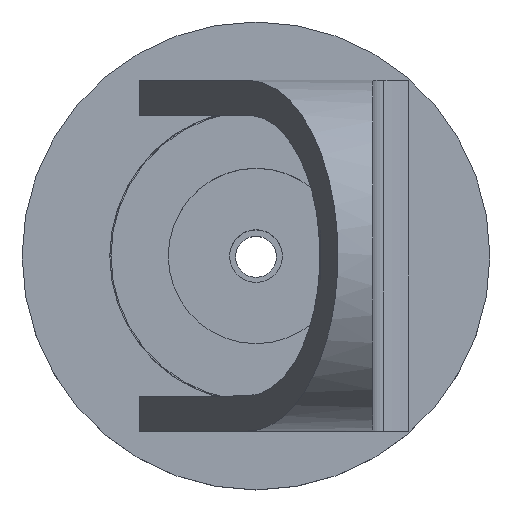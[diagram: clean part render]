
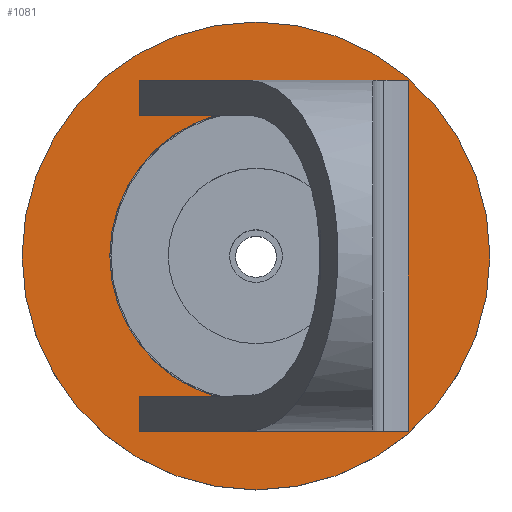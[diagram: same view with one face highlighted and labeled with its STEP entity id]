
A CAD part, top view. The second image highlights one B-rep face of the part: STEP entity #1081.
In plain terms, the highlighted planar face has unit normal (0, 0, 1).
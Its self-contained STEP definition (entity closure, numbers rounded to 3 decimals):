
#52=FACE_BOUND('',#268,.T.);
#141=CIRCLE('',#1241,20.);
#142=CIRCLE('',#1242,12.5);
#143=CIRCLE('',#1243,12.5);
#194=FACE_OUTER_BOUND('',#267,.T.);
#267=EDGE_LOOP('',(#936));
#268=EDGE_LOOP('',(#937,#938,#939,#940,#941,#942,#943,#944,#945));
#342=LINE('',#1853,#425);
#343=LINE('',#1857,#426);
#349=LINE('',#1882,#432);
#350=LINE('',#1884,#433);
#351=LINE('',#1886,#434);
#352=LINE('',#1892,#435);
#353=LINE('',#1893,#436);
#425=VECTOR('',#1519,10.);
#426=VECTOR('',#1524,10.);
#432=VECTOR('',#1554,10.);
#433=VECTOR('',#1555,10.);
#434=VECTOR('',#1556,10.);
#435=VECTOR('',#1561,10.);
#436=VECTOR('',#1562,10.);
#522=VERTEX_POINT('',#1850);
#523=VERTEX_POINT('',#1852);
#524=VERTEX_POINT('',#1856);
#530=VERTEX_POINT('',#1879);
#531=VERTEX_POINT('',#1881);
#532=VERTEX_POINT('',#1883);
#533=VERTEX_POINT('',#1885);
#534=VERTEX_POINT('',#1887);
#535=VERTEX_POINT('',#1889);
#536=VERTEX_POINT('',#1891);
#657=EDGE_CURVE('',#523,#522,#342,.T.);
#659=EDGE_CURVE('',#524,#523,#343,.T.);
#670=EDGE_CURVE('',#530,#530,#141,.T.);
#671=EDGE_CURVE('',#522,#531,#349,.T.);
#672=EDGE_CURVE('',#531,#532,#350,.T.);
#673=EDGE_CURVE('',#532,#533,#351,.T.);
#674=EDGE_CURVE('',#533,#534,#142,.T.);
#675=EDGE_CURVE('',#534,#535,#143,.T.);
#676=EDGE_CURVE('',#535,#536,#352,.T.);
#677=EDGE_CURVE('',#536,#524,#353,.T.);
#936=ORIENTED_EDGE('',*,*,#670,.T.);
#937=ORIENTED_EDGE('',*,*,#671,.T.);
#938=ORIENTED_EDGE('',*,*,#672,.T.);
#939=ORIENTED_EDGE('',*,*,#673,.T.);
#940=ORIENTED_EDGE('',*,*,#674,.T.);
#941=ORIENTED_EDGE('',*,*,#675,.T.);
#942=ORIENTED_EDGE('',*,*,#676,.T.);
#943=ORIENTED_EDGE('',*,*,#677,.T.);
#944=ORIENTED_EDGE('',*,*,#659,.T.);
#945=ORIENTED_EDGE('',*,*,#657,.T.);
#1027=PLANE('',#1240);
#1081=ADVANCED_FACE('',(#194,#52),#1027,.T.);
#1240=AXIS2_PLACEMENT_3D('',#1878,#1550,#1551);
#1241=AXIS2_PLACEMENT_3D('',#1880,#1552,#1553);
#1242=AXIS2_PLACEMENT_3D('',#1888,#1557,#1558);
#1243=AXIS2_PLACEMENT_3D('',#1890,#1559,#1560);
#1519=DIRECTION('',(0.,-1.,0.));
#1524=DIRECTION('',(1.,0.,0.));
#1550=DIRECTION('center_axis',(0.,0.,1.));
#1551=DIRECTION('ref_axis',(1.,0.,0.));
#1552=DIRECTION('center_axis',(0.,0.,1.));
#1553=DIRECTION('ref_axis',(1.,0.,0.));
#1554=DIRECTION('',(-1.,0.,0.));
#1555=DIRECTION('',(0.,1.,0.));
#1556=DIRECTION('',(1.,0.,0.));
#1557=DIRECTION('center_axis',(0.,0.,-1.));
#1558=DIRECTION('ref_axis',(1.,0.,0.));
#1559=DIRECTION('center_axis',(0.,0.,-1.));
#1560=DIRECTION('ref_axis',(1.,0.,0.));
#1561=DIRECTION('',(-1.,0.,0.));
#1562=DIRECTION('',(0.,1.,0.));
#1850=CARTESIAN_POINT('',(13.,-15.,5.));
#1852=CARTESIAN_POINT('',(13.,15.,5.));
#1853=CARTESIAN_POINT('',(13.,0.,5.));
#1856=CARTESIAN_POINT('',(-10.,15.,5.));
#1857=CARTESIAN_POINT('',(5.,15.,5.));
#1878=CARTESIAN_POINT('Origin',(0.,0.,5.));
#1879=CARTESIAN_POINT('',(-20.,0.,5.));
#1880=CARTESIAN_POINT('Origin',(0.,0.,5.));
#1881=CARTESIAN_POINT('',(-10.,-15.,5.));
#1882=CARTESIAN_POINT('',(5.,-15.,5.));
#1883=CARTESIAN_POINT('',(-10.,-12.,5.));
#1884=CARTESIAN_POINT('',(-10.,0.,5.));
#1885=CARTESIAN_POINT('',(-3.5,-12.,5.));
#1886=CARTESIAN_POINT('',(5.,-12.,5.));
#1887=CARTESIAN_POINT('',(-12.5,0.,5.));
#1888=CARTESIAN_POINT('Origin',(0.,0.,5.));
#1889=CARTESIAN_POINT('',(-3.5,12.,5.));
#1890=CARTESIAN_POINT('Origin',(0.,0.,5.));
#1891=CARTESIAN_POINT('',(-10.,12.,5.));
#1892=CARTESIAN_POINT('',(5.,12.,5.));
#1893=CARTESIAN_POINT('',(-10.,0.,5.));
